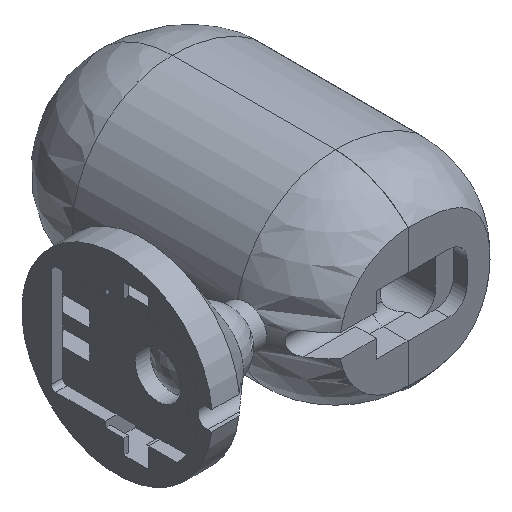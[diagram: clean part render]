
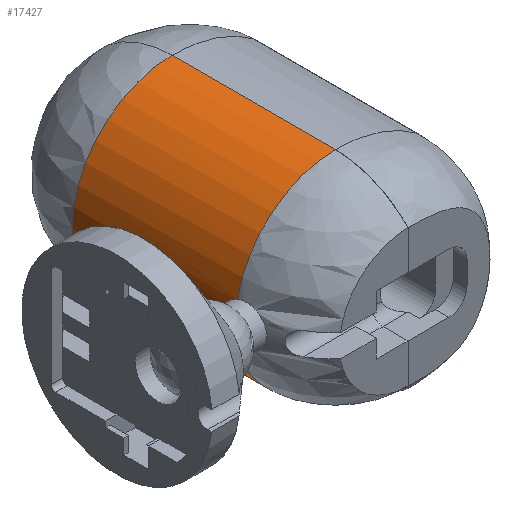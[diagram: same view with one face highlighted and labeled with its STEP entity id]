
A CAD part, isometric view. The second image highlights one B-rep face of the part: STEP entity #17427.
In plain terms, the highlighted cylindrical face has radius 22 mm (diameter 44 mm), a partial arc.
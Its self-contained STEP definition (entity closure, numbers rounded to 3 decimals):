
#16785 = VERTEX_POINT('',#16786);
#16786 = CARTESIAN_POINT('',(43.131,-4.999,
    -22.001));
#16793 = EDGE_CURVE('',#16794,#16785,#16796,.T.);
#16794 = VERTEX_POINT('',#16795);
#16795 = CARTESIAN_POINT('',(43.131,31.001,
    -22.));
#16796 = LINE('',#16797,#16798);
#16797 = CARTESIAN_POINT('',(43.131,31.001,
    -22.));
#16798 = VECTOR('',#16799,1.);
#16799 = DIRECTION('',(0.,-1.,
    0.));
#16802 = VERTEX_POINT('',#16803);
#16803 = CARTESIAN_POINT('',(43.131,30.999,
    22.));
#16810 = EDGE_CURVE('',#16802,#16811,#16813,.T.);
#16811 = VERTEX_POINT('',#16812);
#16812 = CARTESIAN_POINT('',(43.131,-5.001,
    21.999));
#16813 = LINE('',#16814,#16815);
#16814 = CARTESIAN_POINT('',(43.131,30.999,
    22.));
#16815 = VECTOR('',#16816,1.);
#16816 = DIRECTION('',(0.,-1.,
    0.));
#17315 = VERTEX_POINT('',#17316);
#17316 = CARTESIAN_POINT('',(21.544,-5.,
    4.242));
#17323 = EDGE_CURVE('',#17324,#17315,#17326,.T.);
#17324 = VERTEX_POINT('',#17325);
#17325 = CARTESIAN_POINT('',(21.544,-5.,
    -4.244));
#17326 = B_SPLINE_CURVE_WITH_KNOTS('',3,(#17327,#17328,#17329,#17330,
    #17331,#17332,#17333,#17334,#17335,#17336,#17337,#17338,#17339,
    #17340,#17341,#17342,#17343,#17344),.UNSPECIFIED.,.F.,.F.,(4,2,2,2,2
    ,2,2,2,4),(0.147,0.17,0.34,
    0.51,0.68,0.85,1.02,
    1.19,1.213),.UNSPECIFIED.);
#17327 = CARTESIAN_POINT('',(21.544,-5.,
    -4.244));
#17328 = CARTESIAN_POINT('',(21.539,-4.924,
    -4.217));
#17329 = CARTESIAN_POINT('',(21.534,-4.85,
    -4.188));
#17330 = CARTESIAN_POINT('',(21.483,-4.221,
    -3.928));
#17331 = CARTESIAN_POINT('',(21.421,-3.717,
    -3.582));
#17332 = CARTESIAN_POINT('',(21.304,-2.919,
    -2.784));
#17333 = CARTESIAN_POINT('',(21.243,-2.573,
    -2.279));
#17334 = CARTESIAN_POINT('',(21.156,-2.114,
    -1.171));
#17335 = CARTESIAN_POINT('',(21.131,-2.,
    -0.568));
#17336 = CARTESIAN_POINT('',(21.131,-2.,
    0.566));
#17337 = CARTESIAN_POINT('',(21.156,-2.114,
    1.169));
#17338 = CARTESIAN_POINT('',(21.243,-2.573,
    2.278));
#17339 = CARTESIAN_POINT('',(21.304,-2.919,
    2.782));
#17340 = CARTESIAN_POINT('',(21.421,-3.717,
    3.58));
#17341 = CARTESIAN_POINT('',(21.483,-4.222,
    3.926));
#17342 = CARTESIAN_POINT('',(21.534,-4.85,
    4.186));
#17343 = CARTESIAN_POINT('',(21.539,-4.925,
    4.215));
#17344 = CARTESIAN_POINT('',(21.544,-5.,
    4.242));
#17427 = ADVANCED_FACE('',(#17428),#17454,.T.);
#17428 = FACE_BOUND('',#17429,.T.);
#17429 = EDGE_LOOP('',(#17430,#17431,#17438,#17439,#17446,#17447));
#17430 = ORIENTED_EDGE('',*,*,#17323,.T.);
#17431 = ORIENTED_EDGE('',*,*,#17432,.T.);
#17432 = EDGE_CURVE('',#17315,#16811,#17433,.T.);
#17433 = CIRCLE('',#17434,22.);
#17434 = AXIS2_PLACEMENT_3D('',#17435,#17436,#17437);
#17435 = CARTESIAN_POINT('',(43.131,-5.,
    -0.001));
#17436 = DIRECTION('',(0.,1.,
    0.));
#17437 = DIRECTION('',(0.,0.,
    -1.));
#17438 = ORIENTED_EDGE('',*,*,#16810,.F.);
#17439 = ORIENTED_EDGE('',*,*,#17440,.F.);
#17440 = EDGE_CURVE('',#16794,#16802,#17441,.T.);
#17441 = CIRCLE('',#17442,22.);
#17442 = AXIS2_PLACEMENT_3D('',#17443,#17444,#17445);
#17443 = CARTESIAN_POINT('',(43.131,31.,
    0.));
#17444 = DIRECTION('',(0.,1.,
    0.));
#17445 = DIRECTION('',(0.,0.,
    -1.));
#17446 = ORIENTED_EDGE('',*,*,#16793,.T.);
#17447 = ORIENTED_EDGE('',*,*,#17448,.T.);
#17448 = EDGE_CURVE('',#16785,#17324,#17449,.T.);
#17449 = CIRCLE('',#17450,22.);
#17450 = AXIS2_PLACEMENT_3D('',#17451,#17452,#17453);
#17451 = CARTESIAN_POINT('',(43.131,-5.,
    -0.001));
#17452 = DIRECTION('',(0.,1.,
    0.));
#17453 = DIRECTION('',(0.,0.,
    -1.));
#17454 = CYLINDRICAL_SURFACE('',#17455,22.);
#17455 = AXIS2_PLACEMENT_3D('',#17456,#17457,#17458);
#17456 = CARTESIAN_POINT('',(43.131,31.,
    0.));
#17457 = DIRECTION('',(0.,-1.,
    0.));
#17458 = DIRECTION('',(0.,0.,
    1.));
